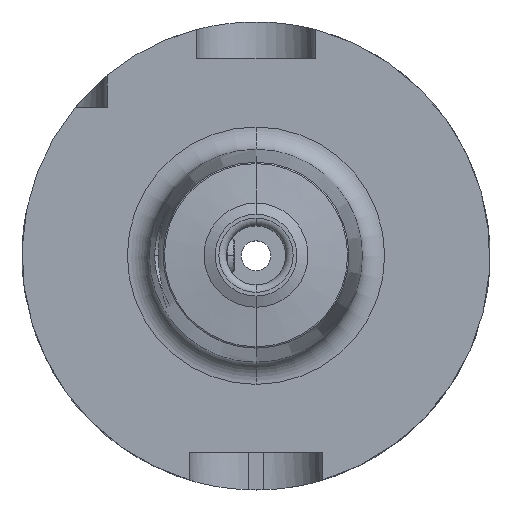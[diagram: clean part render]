
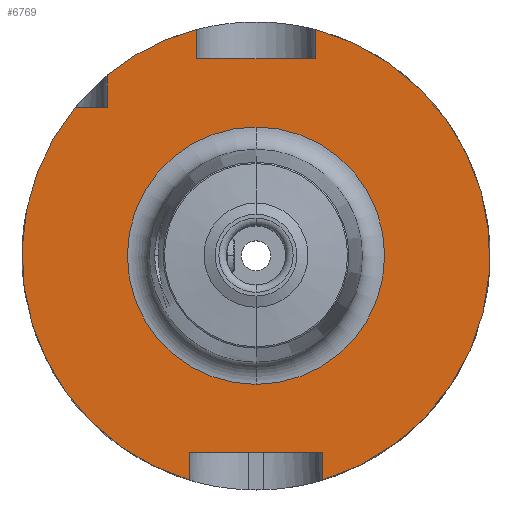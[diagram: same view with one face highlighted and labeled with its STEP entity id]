
A CAD part, top view. The second image highlights one B-rep face of the part: STEP entity #6769.
In plain terms, the highlighted planar face has unit normal (0, 0, 1).
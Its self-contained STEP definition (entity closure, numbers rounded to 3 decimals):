
#856=DIRECTION('',(1.,0.,0.));
#857=VECTOR('',#856,16.);
#858=CARTESIAN_POINT('',(-8.,26.5,25.95));
#859=LINE('',#858,#857);
#863=DIRECTION('',(0.,-1.,0.));
#864=VECTOR('',#863,3.967);
#865=CARTESIAN_POINT('',(8.,30.467,25.95));
#866=LINE('',#865,#864);
#870=DIRECTION('',(0.,1.,0.));
#871=VECTOR('',#870,3.687);
#872=CARTESIAN_POINT('',(9.,-30.187,25.95));
#873=LINE('',#872,#871);
#877=DIRECTION('',(1.,0.,0.));
#878=VECTOR('',#877,18.);
#879=CARTESIAN_POINT('',(-9.,-26.5,25.95));
#880=LINE('',#879,#878);
#884=DIRECTION('',(0.,1.,0.));
#885=VECTOR('',#884,3.687);
#886=CARTESIAN_POINT('',(-9.,-30.187,25.95));
#887=LINE('',#886,#885);
#891=DIRECTION('',(1.,0.,0.));
#892=VECTOR('',#891,4.336);
#893=CARTESIAN_POINT('',(-24.336,20.,25.95));
#894=LINE('',#893,#892);
#898=DIRECTION('',(0.,-1.,0.));
#899=VECTOR('',#898,4.336);
#900=CARTESIAN_POINT('',(-20.,24.336,25.95));
#901=LINE('',#900,#899);
#905=DIRECTION('',(0.,-1.,0.));
#906=VECTOR('',#905,3.967);
#907=CARTESIAN_POINT('',(-8.,30.467,25.95));
#908=LINE('',#907,#906);
#912=CARTESIAN_POINT('',(0.,0.,25.95));
#913=DIRECTION('',(0.,0.,1.));
#914=DIRECTION('',(0.,1.,0.));
#915=AXIS2_PLACEMENT_3D('',#912,#913,#914);
#920=CARTESIAN_POINT('',(0.,0.,25.95));
#921=DIRECTION('',(0.,0.,1.));
#922=DIRECTION('',(0.,-1.,0.));
#923=AXIS2_PLACEMENT_3D('',#920,#921,#922);
#928=CARTESIAN_POINT('',(0.,0.,25.95));
#929=DIRECTION('',(0.,0.,1.));
#930=DIRECTION('',(-0.773,0.635,0.));
#931=AXIS2_PLACEMENT_3D('',#928,#929,#930);
#936=CARTESIAN_POINT('',(0.,0.,25.95));
#937=DIRECTION('',(0.,0.,1.));
#938=DIRECTION('',(0.286,-0.958,0.));
#939=AXIS2_PLACEMENT_3D('',#936,#937,#938);
#944=CARTESIAN_POINT('',(0.,0.,25.95));
#945=DIRECTION('',(0.,0.,1.));
#946=DIRECTION('',(-0.254,0.967,0.));
#947=AXIS2_PLACEMENT_3D('',#944,#945,#946);
#5948=CARTESIAN_POINT('',(-20.,20.,25.95));
#5950=VERTEX_POINT('',#5948);
#5964=CARTESIAN_POINT('',(9.,-26.5,25.95));
#5966=VERTEX_POINT('',#5964);
#5982=CARTESIAN_POINT('',(8.,26.5,25.95));
#5984=VERTEX_POINT('',#5982);
#6057=CARTESIAN_POINT('',(-24.336,20.,25.95));
#6058=VERTEX_POINT('',#6057);
#6059=CARTESIAN_POINT('',(-20.,24.336,25.95));
#6060=VERTEX_POINT('',#6059);
#6077=CARTESIAN_POINT('',(-9.,-26.5,25.95));
#6078=VERTEX_POINT('',#6077);
#6079=CARTESIAN_POINT('',(9.,-30.187,25.95));
#6080=VERTEX_POINT('',#6079);
#6081=CARTESIAN_POINT('',(-9.,-30.187,25.95));
#6082=VERTEX_POINT('',#6081);
#6112=CARTESIAN_POINT('',(-8.,26.5,25.95));
#6113=VERTEX_POINT('',#6112);
#6114=CARTESIAN_POINT('',(8.,30.467,25.95));
#6115=VERTEX_POINT('',#6114);
#6116=CARTESIAN_POINT('',(-8.,30.467,25.95));
#6117=VERTEX_POINT('',#6116);
#6165=CARTESIAN_POINT('',(0.,17.325,25.95));
#6166=CARTESIAN_POINT('',(0.,-17.325,25.95));
#6167=VERTEX_POINT('',#6165);
#6168=VERTEX_POINT('',#6166);
#6740=CARTESIAN_POINT('',(0.,0.,25.95));
#6741=DIRECTION('',(0.,0.,1.));
#6742=DIRECTION('',(0.,1.,0.));
#6743=AXIS2_PLACEMENT_3D('',#6740,#6741,#6742);
#6744=PLANE('',#6743);
#6745=ORIENTED_EDGE('',*,*,#6386,.T.);
#6746=ORIENTED_EDGE('',*,*,#6429,.F.);
#6748=ORIENTED_EDGE('',*,*,#6747,.F.);
#6749=ORIENTED_EDGE('',*,*,#6712,.T.);
#6750=ORIENTED_EDGE('',*,*,#6701,.F.);
#6751=ORIENTED_EDGE('',*,*,#6662,.F.);
#6753=ORIENTED_EDGE('',*,*,#6752,.F.);
#6755=ORIENTED_EDGE('',*,*,#6754,.T.);
#6757=ORIENTED_EDGE('',*,*,#6756,.F.);
#6759=ORIENTED_EDGE('',*,*,#6758,.F.);
#6760=ORIENTED_EDGE('',*,*,#6514,.T.);
#6761=EDGE_LOOP('',(#6745,#6746,#6748,#6749,#6750,#6751,#6753,#6755,#6757,#6759,
#6760));
#6762=FACE_OUTER_BOUND('',#6761,.F.);
#6764=ORIENTED_EDGE('',*,*,#6763,.T.);
#6766=ORIENTED_EDGE('',*,*,#6765,.T.);
#6767=EDGE_LOOP('',(#6764,#6766));
#6768=FACE_BOUND('',#6767,.F.);
#916=CIRCLE('',#915,17.325);
#924=CIRCLE('',#923,17.325);
#932=CIRCLE('',#931,31.5);
#940=CIRCLE('',#939,31.5);
#948=CIRCLE('',#947,31.5);
#6386=EDGE_CURVE('',#6113,#5984,#859,.T.);
#6429=EDGE_CURVE('',#6115,#5984,#866,.T.);
#6514=EDGE_CURVE('',#6117,#6113,#908,.T.);
#6662=EDGE_CURVE('',#6082,#6078,#887,.T.);
#6701=EDGE_CURVE('',#6078,#5966,#880,.T.);
#6712=EDGE_CURVE('',#6080,#5966,#873,.T.);
#6747=EDGE_CURVE('',#6080,#6115,#940,.T.);
#6752=EDGE_CURVE('',#6058,#6082,#932,.T.);
#6754=EDGE_CURVE('',#6058,#5950,#894,.T.);
#6756=EDGE_CURVE('',#6060,#5950,#901,.T.);
#6758=EDGE_CURVE('',#6117,#6060,#948,.T.);
#6763=EDGE_CURVE('',#6167,#6168,#916,.T.);
#6765=EDGE_CURVE('',#6168,#6167,#924,.T.);
#6769=ADVANCED_FACE('',(#6762,#6768),#6744,.T.);
